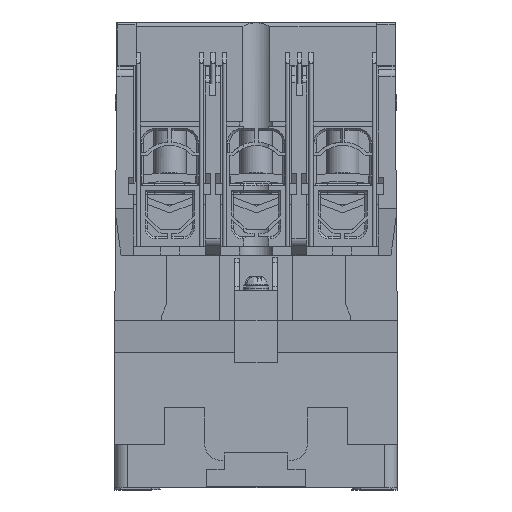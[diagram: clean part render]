
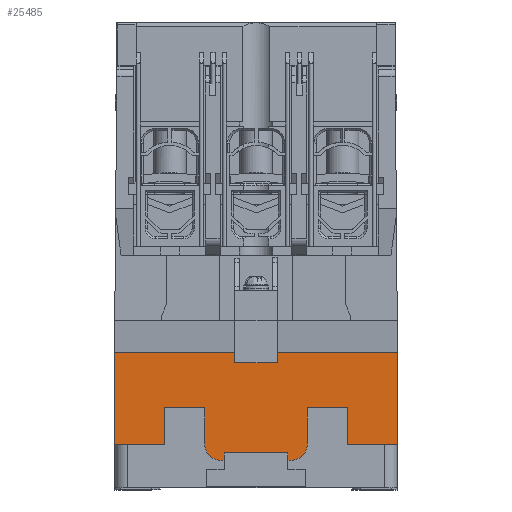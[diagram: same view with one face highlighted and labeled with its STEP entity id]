
A CAD part, front view. The second image highlights one B-rep face of the part: STEP entity #25485.
In plain terms, the highlighted planar face has unit normal (0, -1, 0).
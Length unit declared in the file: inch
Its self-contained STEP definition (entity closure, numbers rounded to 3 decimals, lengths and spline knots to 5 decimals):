
#549 = LINE ( 'NONE', #16075, #82316 ) ;
#724 = VECTOR ( 'NONE', #98415, 39.37008 ) ;
#2260 = DIRECTION ( 'NONE',  ( -1., 0., 0. ) ) ;
#4046 = CARTESIAN_POINT ( 'NONE',  ( -0.19685, -1.57473, 1.09843 ) ) ;
#4326 = VERTEX_POINT ( 'NONE', #17993 ) ;
#4610 = CARTESIAN_POINT ( 'NONE',  ( -0.19685, -1.57473, 1. ) ) ;
#7397 = DIRECTION ( 'NONE',  ( 1., 0., 0. ) ) ;
#7941 = DIRECTION ( 'NONE',  ( 0., 0., -1. ) ) ;
#8142 = DIRECTION ( 'NONE',  ( 0., 0., -1. ) ) ;
#8667 = VECTOR ( 'NONE', #65252, 39.37008 ) ;
#8845 = LINE ( 'NONE', #135851, #37247 ) ;
#8883 = CARTESIAN_POINT ( 'NONE',  ( 0.48031, -1.57473, 0.23228 ) ) ;
#9185 = VECTOR ( 'NONE', #112673, 39.37008 ) ;
#9280 = ORIENTED_EDGE ( 'NONE', *, *, #124702, .T. ) ;
#9913 = EDGE_CURVE ( 'NONE', #129399, #36776, #13936, .T. ) ;
#11232 = CARTESIAN_POINT ( 'NONE',  ( -0.32283, -1.57473, 0.24409 ) ) ;
#13005 = LINE ( 'NONE', #8883, #41476 ) ;
#13552 = DIRECTION ( 'NONE',  ( 0., -1., 0. ) ) ;
#13936 = LINE ( 'NONE', #27368, #95788 ) ;
#14798 = EDGE_CURVE ( 'NONE', #46919, #125452, #30241, .T. ) ;
#15794 = VERTEX_POINT ( 'NONE', #54426 ) ;
#16075 = CARTESIAN_POINT ( 'NONE',  ( -1.3189, -1.57473, 0.08661 ) ) ;
#17102 = VECTOR ( 'NONE', #97254, 39.37008 ) ;
#17202 = EDGE_CURVE ( 'NONE', #43321, #46934, #61716, .T. ) ;
#17743 = DIRECTION ( 'NONE',  ( 0., -1., 0. ) ) ;
#17863 = EDGE_CURVE ( 'NONE', #15794, #121850, #76215, .T. ) ;
#17993 = CARTESIAN_POINT ( 'NONE',  ( 1.3189, -1.57473, 0.23228 ) ) ;
#21304 = CARTESIAN_POINT ( 'NONE',  ( -0.32283, -1.57473, 0.08661 ) ) ;
#21964 = DIRECTION ( 'NONE',  ( 0., 0., -1. ) ) ;
#24539 = VECTOR ( 'NONE', #2260, 39.37008 ) ;
#25283 = LINE ( 'NONE', #124392, #107051 ) ;
#25485 = ADVANCED_FACE ( 'NONE', ( #53596 ), #102639, .T. ) ;
#25837 = CARTESIAN_POINT ( 'NONE',  ( 0.48031, -1.57473, 0.24409 ) ) ;
#26887 = VECTOR ( 'NONE', #36985, 39.37008 ) ;
#27368 = CARTESIAN_POINT ( 'NONE',  ( -0.19685, -1.57473, 0. ) ) ;
#28538 = EDGE_CURVE ( 'NONE', #102948, #4326, #8845, .T. ) ;
#28573 = VECTOR ( 'NONE', #118532, 39.37008 ) ;
#28957 = CARTESIAN_POINT ( 'NONE',  ( -1.3189, -1.57473, 1.09843 ) ) ;
#30241 = LINE ( 'NONE', #79390, #26887 ) ;
#31943 = LINE ( 'NONE', #65440, #28573 ) ;
#31957 = VERTEX_POINT ( 'NONE', #21304 ) ;
#34367 = ORIENTED_EDGE ( 'NONE', *, *, #67302, .T. ) ;
#34466 = CARTESIAN_POINT ( 'NONE',  ( -0.48031, -1.57473, 0.57874 ) ) ;
#34807 = CARTESIAN_POINT ( 'NONE',  ( -0.85827, -1.57473, 0.23228 ) ) ;
#35196 = EDGE_CURVE ( 'NONE', #31957, #135572, #549, .T. ) ;
#35525 = ORIENTED_EDGE ( 'NONE', *, *, #131966, .T. ) ;
#36064 = EDGE_CURVE ( 'NONE', #124463, #31957, #110296, .T. ) ;
#36618 = ORIENTED_EDGE ( 'NONE', *, *, #14798, .T. ) ;
#36776 = VERTEX_POINT ( 'NONE', #4046 ) ;
#36985 = DIRECTION ( 'NONE',  ( 1., 0., 0. ) ) ;
#37053 = LINE ( 'NONE', #75456, #8667 ) ;
#37247 = VECTOR ( 'NONE', #8142, 39.37008 ) ;
#40779 = CARTESIAN_POINT ( 'NONE',  ( -1.3189, -1.57473, 0.23228 ) ) ;
#41476 = VECTOR ( 'NONE', #94281, 39.37008 ) ;
#42591 = ORIENTED_EDGE ( 'NONE', *, *, #28538, .F. ) ;
#43321 = VERTEX_POINT ( 'NONE', #28957 ) ;
#43809 = CARTESIAN_POINT ( 'NONE',  ( 0.19685, -1.57473, 1. ) ) ;
#46530 = CIRCLE ( 'NONE', #118901, 0.15748 ) ;
#46919 = VERTEX_POINT ( 'NONE', #65486 ) ;
#46934 = VERTEX_POINT ( 'NONE', #119460 ) ;
#47329 = CARTESIAN_POINT ( 'NONE',  ( -0.48031, -1.57473, 0.24409 ) ) ;
#47937 = VERTEX_POINT ( 'NONE', #74030 ) ;
#48785 = CARTESIAN_POINT ( 'NONE',  ( -1.3189, -1.57473, 1.09843 ) ) ;
#48886 = ORIENTED_EDGE ( 'NONE', *, *, #9913, .T. ) ;
#49787 = ORIENTED_EDGE ( 'NONE', *, *, #110064, .T. ) ;
#53596 = FACE_OUTER_BOUND ( 'NONE', #116735, .T. ) ;
#54426 = CARTESIAN_POINT ( 'NONE',  ( 0.85827, -1.57473, 0.57874 ) ) ;
#55071 = EDGE_CURVE ( 'NONE', #36776, #43321, #84650, .T. ) ;
#61716 = LINE ( 'NONE', #135166, #86682 ) ;
#62152 = AXIS2_PLACEMENT_3D ( 'NONE', #81613, #17743, #92416 ) ;
#65252 = DIRECTION ( 'NONE',  ( 0., 0., 1. ) ) ;
#65440 = CARTESIAN_POINT ( 'NONE',  ( -1.3189, -1.57473, 0.23228 ) ) ;
#65486 = CARTESIAN_POINT ( 'NONE',  ( -0.85827, -1.57473, 0.57874 ) ) ;
#67302 = EDGE_CURVE ( 'NONE', #46934, #91705, #31943, .T. ) ;
#68227 = VECTOR ( 'NONE', #125998, 39.37008 ) ;
#69156 = EDGE_CURVE ( 'NONE', #47937, #137302, #85822, .T. ) ;
#70037 = VERTEX_POINT ( 'NONE', #80919 ) ;
#71542 = DIRECTION ( 'NONE',  ( -1., 0., 0. ) ) ;
#71624 = LINE ( 'NONE', #40779, #68227 ) ;
#72445 = ORIENTED_EDGE ( 'NONE', *, *, #36064, .T. ) ;
#74030 = CARTESIAN_POINT ( 'NONE',  ( 0.19685, -1.57473, 1.09843 ) ) ;
#74471 = CARTESIAN_POINT ( 'NONE',  ( 0.85827, -1.57473, 0.23228 ) ) ;
#74942 = ORIENTED_EDGE ( 'NONE', *, *, #35196, .T. ) ;
#75456 = CARTESIAN_POINT ( 'NONE',  ( -0.85827, -1.57473, 0.23228 ) ) ;
#76013 = EDGE_CURVE ( 'NONE', #70037, #15794, #25283, .T. ) ;
#76215 = LINE ( 'NONE', #74471, #104683 ) ;
#76377 = ORIENTED_EDGE ( 'NONE', *, *, #55071, .T. ) ;
#76424 = ORIENTED_EDGE ( 'NONE', *, *, #69156, .T. ) ;
#76866 = CARTESIAN_POINT ( 'NONE',  ( -1.3189, -1.57473, 1.09843 ) ) ;
#77408 = CARTESIAN_POINT ( 'NONE',  ( 0.32283, -1.57473, 0.24409 ) ) ;
#79390 = CARTESIAN_POINT ( 'NONE',  ( -1.3189, -1.57473, 0.57874 ) ) ;
#80160 = ORIENTED_EDGE ( 'NONE', *, *, #17863, .T. ) ;
#80919 = CARTESIAN_POINT ( 'NONE',  ( 0.48031, -1.57473, 0.57874 ) ) ;
#81613 = CARTESIAN_POINT ( 'NONE',  ( -1.3189, -1.57473, 0.23228 ) ) ;
#82316 = VECTOR ( 'NONE', #122387, 39.37008 ) ;
#84650 = LINE ( 'NONE', #76866, #24539 ) ;
#84685 = ORIENTED_EDGE ( 'NONE', *, *, #127897, .T. ) ;
#85168 = DIRECTION ( 'NONE',  ( 0., 0., -1. ) ) ;
#85822 = LINE ( 'NONE', #87649, #724 ) ;
#85825 = DIRECTION ( 'NONE',  ( 0., -1., 0. ) ) ;
#86470 = CARTESIAN_POINT ( 'NONE',  ( -0.48031, -1.57473, 0.23228 ) ) ;
#86682 = VECTOR ( 'NONE', #7941, 39.37008 ) ;
#87649 = CARTESIAN_POINT ( 'NONE',  ( 0.19685, -1.57473, 0. ) ) ;
#88165 = DIRECTION ( 'NONE',  ( 0., 0., -1. ) ) ;
#89201 = VECTOR ( 'NONE', #71542, 39.37008 ) ;
#91484 = ORIENTED_EDGE ( 'NONE', *, *, #136036, .T. ) ;
#91705 = VERTEX_POINT ( 'NONE', #34807 ) ;
#92050 = VERTEX_POINT ( 'NONE', #25837 ) ;
#92416 = DIRECTION ( 'NONE',  ( 0., 0., -1. ) ) ;
#94281 = DIRECTION ( 'NONE',  ( 0., 0., 1. ) ) ;
#95788 = VECTOR ( 'NONE', #112708, 39.37008 ) ;
#97254 = DIRECTION ( 'NONE',  ( 0., 0., -1. ) ) ;
#97499 = ORIENTED_EDGE ( 'NONE', *, *, #137921, .T. ) ;
#98415 = DIRECTION ( 'NONE',  ( 0., 0., -1. ) ) ;
#102070 = ORIENTED_EDGE ( 'NONE', *, *, #76013, .T. ) ;
#102251 = LINE ( 'NONE', #86470, #17102 ) ;
#102639 = PLANE ( 'NONE',  #62152 ) ;
#102948 = VERTEX_POINT ( 'NONE', #126863 ) ;
#104683 = VECTOR ( 'NONE', #85168, 39.37008 ) ;
#107051 = VECTOR ( 'NONE', #7397, 39.37008 ) ;
#107867 = ORIENTED_EDGE ( 'NONE', *, *, #17202, .T. ) ;
#109149 = CARTESIAN_POINT ( 'NONE',  ( 0.85827, -1.57473, 0.23228 ) ) ;
#110064 = EDGE_CURVE ( 'NONE', #102948, #47937, #119263, .T. ) ;
#110296 = CIRCLE ( 'NONE', #116111, 0.15748 ) ;
#112673 = DIRECTION ( 'NONE',  ( -1., 0., 0. ) ) ;
#112708 = DIRECTION ( 'NONE',  ( 0., 0., 1. ) ) ;
#113032 = CARTESIAN_POINT ( 'NONE',  ( 0.32283, -1.57473, 0.08661 ) ) ;
#116111 = AXIS2_PLACEMENT_3D ( 'NONE', #11232, #85825, #21964 ) ;
#116735 = EDGE_LOOP ( 'NONE', ( #107867, #34367, #123300, #36618, #97499, #72445, #74942, #91484, #84685, #102070, #80160, #9280, #42591, #49787, #76424, #35525, #48886, #76377 ) ) ;
#117549 = LINE ( 'NONE', #124185, #89201 ) ;
#118532 = DIRECTION ( 'NONE',  ( 1., 0., 0. ) ) ;
#118901 = AXIS2_PLACEMENT_3D ( 'NONE', #77408, #13552, #88165 ) ;
#119263 = LINE ( 'NONE', #48785, #9185 ) ;
#119460 = CARTESIAN_POINT ( 'NONE',  ( -1.3189, -1.57473, 0.23228 ) ) ;
#121850 = VERTEX_POINT ( 'NONE', #109149 ) ;
#122387 = DIRECTION ( 'NONE',  ( 1., 0., 0. ) ) ;
#123300 = ORIENTED_EDGE ( 'NONE', *, *, #132842, .T. ) ;
#124185 = CARTESIAN_POINT ( 'NONE',  ( -1.3189, -1.57473, 1. ) ) ;
#124392 = CARTESIAN_POINT ( 'NONE',  ( -1.3189, -1.57473, 0.57874 ) ) ;
#124463 = VERTEX_POINT ( 'NONE', #47329 ) ;
#124702 = EDGE_CURVE ( 'NONE', #121850, #4326, #71624, .T. ) ;
#125452 = VERTEX_POINT ( 'NONE', #34466 ) ;
#125998 = DIRECTION ( 'NONE',  ( 1., 0., 0. ) ) ;
#126863 = CARTESIAN_POINT ( 'NONE',  ( 1.3189, -1.57473, 1.09843 ) ) ;
#127897 = EDGE_CURVE ( 'NONE', #92050, #70037, #13005, .T. ) ;
#129399 = VERTEX_POINT ( 'NONE', #4610 ) ;
#131966 = EDGE_CURVE ( 'NONE', #137302, #129399, #117549, .T. ) ;
#132842 = EDGE_CURVE ( 'NONE', #91705, #46919, #37053, .T. ) ;
#135166 = CARTESIAN_POINT ( 'NONE',  ( -1.3189, -1.57473, -0.06103 ) ) ;
#135572 = VERTEX_POINT ( 'NONE', #113032 ) ;
#135851 = CARTESIAN_POINT ( 'NONE',  ( 1.3189, -1.57473, -0.06103 ) ) ;
#136036 = EDGE_CURVE ( 'NONE', #135572, #92050, #46530, .T. ) ;
#137302 = VERTEX_POINT ( 'NONE', #43809 ) ;
#137921 = EDGE_CURVE ( 'NONE', #125452, #124463, #102251, .T. ) ;
